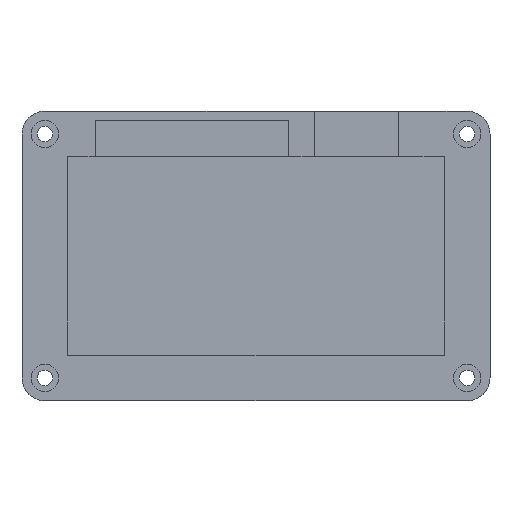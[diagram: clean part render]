
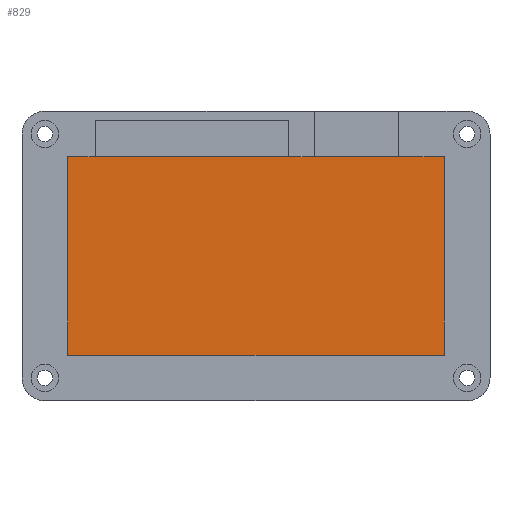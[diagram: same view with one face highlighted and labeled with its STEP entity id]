
A CAD part, top view. The second image highlights one B-rep face of the part: STEP entity #829.
In plain terms, the highlighted planar face has unit normal (0, 0, 1).
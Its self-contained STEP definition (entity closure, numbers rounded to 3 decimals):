
#75=PLANE('',#928);
#122=FACE_OUTER_BOUND('',#186,.T.);
#186=EDGE_LOOP('',(#760,#761,#762,#763));
#254=LINE('',#1381,#330);
#257=LINE('',#1387,#333);
#260=LINE('',#1393,#336);
#263=LINE('',#1397,#339);
#330=VECTOR('',#1149,10.);
#333=VECTOR('',#1154,10.);
#336=VECTOR('',#1159,10.);
#339=VECTOR('',#1164,10.);
#438=VERTEX_POINT('',#1378);
#439=VERTEX_POINT('',#1380);
#441=VERTEX_POINT('',#1386);
#443=VERTEX_POINT('',#1392);
#542=EDGE_CURVE('',#439,#438,#254,.T.);
#545=EDGE_CURVE('',#441,#439,#257,.T.);
#548=EDGE_CURVE('',#443,#441,#260,.T.);
#551=EDGE_CURVE('',#438,#443,#263,.T.);
#760=ORIENTED_EDGE('',*,*,#551,.T.);
#761=ORIENTED_EDGE('',*,*,#548,.T.);
#762=ORIENTED_EDGE('',*,*,#545,.T.);
#763=ORIENTED_EDGE('',*,*,#542,.T.);
#829=ADVANCED_FACE('',(#122),#75,.T.);
#928=AXIS2_PLACEMENT_3D('',#1398,#1165,#1166);
#1149=DIRECTION('',(0.,-1.,0.));
#1154=DIRECTION('',(-1.,0.,0.));
#1159=DIRECTION('',(0.,1.,0.));
#1164=DIRECTION('',(1.,0.,0.));
#1165=DIRECTION('center_axis',(0.,0.,1.));
#1166=DIRECTION('ref_axis',(1.,0.,0.));
#1378=CARTESIAN_POINT('',(-41.,-20.37,3.));
#1380=CARTESIAN_POINT('',(-41.,23.,3.));
#1381=CARTESIAN_POINT('',(-41.,-20.37,3.));
#1386=CARTESIAN_POINT('',(41.43,23.,3.));
#1387=CARTESIAN_POINT('',(-41.,23.,3.));
#1392=CARTESIAN_POINT('',(41.43,-20.37,3.));
#1393=CARTESIAN_POINT('',(41.43,23.,3.));
#1397=CARTESIAN_POINT('',(41.43,-20.37,3.));
#1398=CARTESIAN_POINT('Origin',(0.215,1.315,3.));
